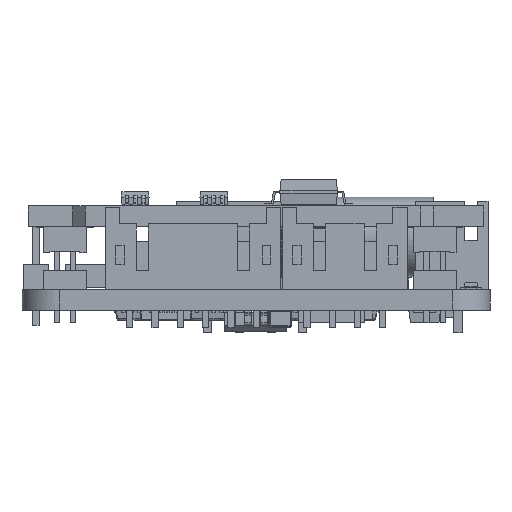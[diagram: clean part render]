
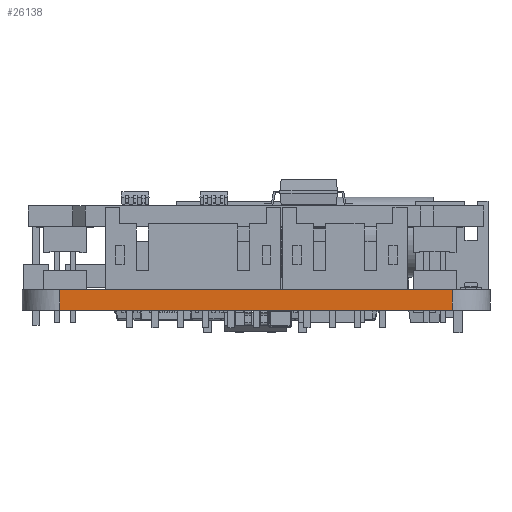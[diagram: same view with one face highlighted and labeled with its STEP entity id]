
A CAD part, front view. The second image highlights one B-rep face of the part: STEP entity #26138.
In plain terms, the highlighted planar face has unit normal (0, -1, 0).
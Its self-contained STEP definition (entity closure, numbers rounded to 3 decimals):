
#8033 = CARTESIAN_POINT ( 'NONE',  ( -157.954, 0.801, 118.601 ) ) ;
#9693 = B_SPLINE_CURVE_WITH_KNOTS ( 'NONE', 3,
 ( #175793, #209444, #124201, #21874 ),
 .UNSPECIFIED., .F., .F.,
 ( 4, 4 ),
 ( 0., 1. ),
 .UNSPECIFIED. ) ;
#14355 = EDGE_CURVE ( 'NONE', #20364, #128539, #62899, .T. ) ;
#15600 = CARTESIAN_POINT ( 'NONE',  ( -126.954, 0.801, 118.601 ) ) ;
#18748 = CARTESIAN_POINT ( 'NONE',  ( -126.954, 0.801, 120.221 ) ) ;
#20364 = VERTEX_POINT ( 'NONE', #15600 ) ;
#21874 = CARTESIAN_POINT ( 'NONE',  ( -157.954, 0.801, 118.601 ) ) ;
#26138 = ADVANCED_FACE ( 'NONE', ( #208187 ), #210363, .T. ) ;
#50383 = CARTESIAN_POINT ( 'NONE',  ( -157.954, 0.801, 120.221 ) ) ;
#51356 = VERTEX_POINT ( 'NONE', #60272 ) ;
#56466 = DIRECTION ( 'NONE',  ( 0., 0., -1. ) ) ;
#60272 = CARTESIAN_POINT ( 'NONE',  ( -157.954, 0.801, 120.221 ) ) ;
#62899 = B_SPLINE_CURVE_WITH_KNOTS ( 'NONE', 3,
 ( #136809, #205182, #218716, #64826 ),
 .UNSPECIFIED., .F., .F.,
 ( 4, 4 ),
 ( 0., 1. ),
 .UNSPECIFIED. ) ;
#64826 = CARTESIAN_POINT ( 'NONE',  ( -157.954, 0.801, 118.601 ) ) ;
#76975 = AXIS2_PLACEMENT_3D ( 'NONE', #143086, #174525, #56466 ) ;
#84809 = ORIENTED_EDGE ( 'NONE', *, *, #159968, .T. ) ;
#90652 = CARTESIAN_POINT ( 'NONE',  ( -126.954, 0.801, 118.601 ) ) ;
#98606 = ORIENTED_EDGE ( 'NONE', *, *, #181468, .T. ) ;
#108242 = B_SPLINE_CURVE_WITH_KNOTS ( 'NONE', 3,
 ( #217802, #184109, #200934, #50383 ),
 .UNSPECIFIED., .F., .F.,
 ( 4, 4 ),
 ( 0., 1. ),
 .UNSPECIFIED. ) ;
#121703 = EDGE_CURVE ( 'NONE', #51356, #128539, #9693, .T. ) ;
#124201 = CARTESIAN_POINT ( 'NONE',  ( -157.954, 0.801, 119.141 ) ) ;
#128539 = VERTEX_POINT ( 'NONE', #8033 ) ;
#136809 = CARTESIAN_POINT ( 'NONE',  ( -126.954, 0.801, 118.601 ) ) ;
#140117 = VERTEX_POINT ( 'NONE', #158053 ) ;
#143086 = CARTESIAN_POINT ( 'NONE',  ( -126.954, 0.801, 118.601 ) ) ;
#148040 = ORIENTED_EDGE ( 'NONE', *, *, #121703, .T. ) ;
#153849 = EDGE_LOOP ( 'NONE', ( #148040, #171567, #98606, #84809 ) ) ;
#155373 = B_SPLINE_CURVE_WITH_KNOTS ( 'NONE', 3,
 ( #90652, #172641, #171511, #18748 ),
 .UNSPECIFIED., .F., .F.,
 ( 4, 4 ),
 ( 0., 1. ),
 .UNSPECIFIED. ) ;
#158053 = CARTESIAN_POINT ( 'NONE',  ( -126.954, 0.801, 120.221 ) ) ;
#159968 = EDGE_CURVE ( 'NONE', #140117, #51356, #108242, .T. ) ;
#171511 = CARTESIAN_POINT ( 'NONE',  ( -126.954, 0.801, 119.681 ) ) ;
#171567 = ORIENTED_EDGE ( 'NONE', *, *, #14355, .F. ) ;
#172641 = CARTESIAN_POINT ( 'NONE',  ( -126.954, 0.801, 119.141 ) ) ;
#174525 = DIRECTION ( 'NONE',  ( 0., -1., 0. ) ) ;
#175793 = CARTESIAN_POINT ( 'NONE',  ( -157.954, 0.801, 120.221 ) ) ;
#181468 = EDGE_CURVE ( 'NONE', #20364, #140117, #155373, .T. ) ;
#184109 = CARTESIAN_POINT ( 'NONE',  ( -137.288, 0.801, 120.221 ) ) ;
#200934 = CARTESIAN_POINT ( 'NONE',  ( -147.621, 0.801, 120.221 ) ) ;
#205182 = CARTESIAN_POINT ( 'NONE',  ( -137.288, 0.801, 118.601 ) ) ;
#208187 = FACE_OUTER_BOUND ( 'NONE', #153849, .T. ) ;
#209444 = CARTESIAN_POINT ( 'NONE',  ( -157.954, 0.801, 119.681 ) ) ;
#210363 = PLANE ( 'NONE',  #76975 ) ;
#217802 = CARTESIAN_POINT ( 'NONE',  ( -126.954, 0.801, 120.221 ) ) ;
#218716 = CARTESIAN_POINT ( 'NONE',  ( -147.621, 0.801, 118.601 ) ) ;
